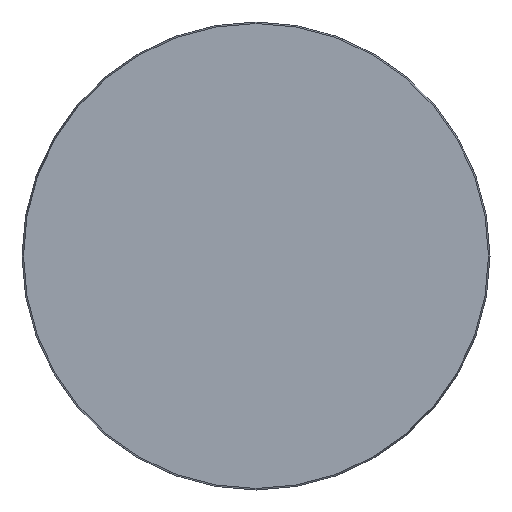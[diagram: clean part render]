
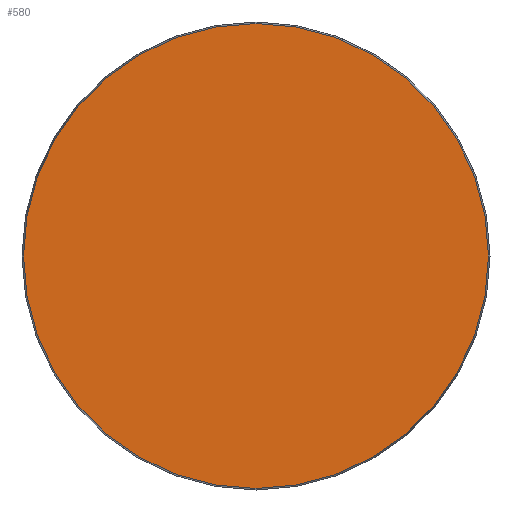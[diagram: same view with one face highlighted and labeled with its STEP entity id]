
A CAD part, front view. The second image highlights one B-rep face of the part: STEP entity #580.
In plain terms, the highlighted planar face has unit normal (0, -1, 0).
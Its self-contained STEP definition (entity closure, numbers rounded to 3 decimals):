
#60 = DIRECTION ( 'NONE',  ( 0., 0., 1. ) ) ;
#83 = CARTESIAN_POINT ( 'NONE',  ( 0., 0., 0. ) ) ;
#122 = CARTESIAN_POINT ( 'NONE',  ( -88.425, 0., 0. ) ) ;
#185 = EDGE_CURVE ( 'NONE', #634, #634, #225, .T. ) ;
#225 = CIRCLE ( 'NONE', #753, 88.425 ) ;
#242 = DIRECTION ( 'NONE',  ( 0., 1., 0. ) ) ;
#251 = DIRECTION ( 'NONE',  ( 0., 0., -1. ) ) ;
#304 = PLANE ( 'NONE',  #335 ) ;
#314 = EDGE_LOOP ( 'NONE', ( #554 ) ) ;
#335 = AXIS2_PLACEMENT_3D ( 'NONE', #122, #242, #60 ) ;
#403 = CARTESIAN_POINT ( 'NONE',  ( 0., 0., -88.425 ) ) ;
#425 = DIRECTION ( 'NONE',  ( 0., -1., 0. ) ) ;
#464 = FACE_OUTER_BOUND ( 'NONE', #314, .T. ) ;
#554 = ORIENTED_EDGE ( 'NONE', *, *, #185, .T. ) ;
#580 = ADVANCED_FACE ( 'NONE', ( #464 ), #304, .F. ) ;
#634 = VERTEX_POINT ( 'NONE', #403 ) ;
#753 = AXIS2_PLACEMENT_3D ( 'NONE', #83, #425, #251 ) ;
